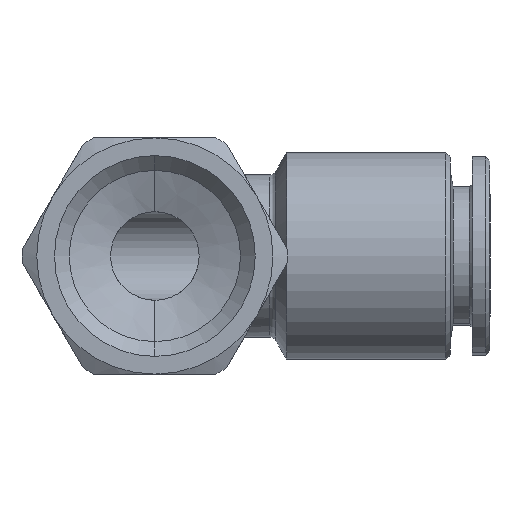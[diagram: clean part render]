
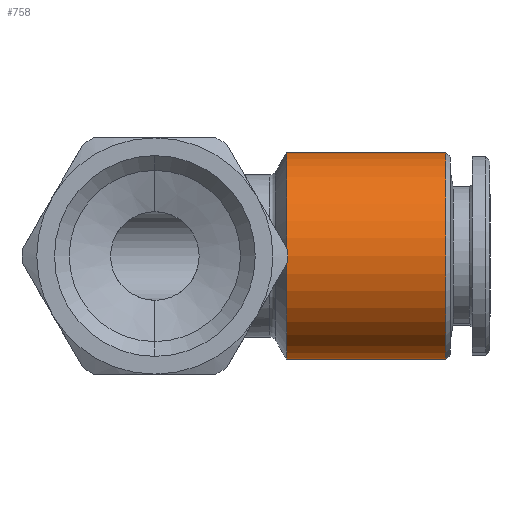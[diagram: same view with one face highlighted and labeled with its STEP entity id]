
A CAD part, front view. The second image highlights one B-rep face of the part: STEP entity #758.
In plain terms, the highlighted cylindrical face has radius 7 mm (diameter 14 mm), a partial arc.
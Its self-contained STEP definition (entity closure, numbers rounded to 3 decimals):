
#315 = VERTEX_POINT ( 'NONE', #2442 ) ;
#337 = VERTEX_POINT ( 'NONE', #2692 ) ;
#424 = VERTEX_POINT ( 'NONE', #2824 ) ;
#460 = VERTEX_POINT ( 'NONE', #917 ) ;
#470 = EDGE_CURVE ( 'NONE', #460, #315, #938, .T. ) ;
#472 = EDGE_CURVE ( 'NONE', #424, #337, #951, .T. ) ;
#754 = ORIENTED_EDGE ( 'NONE', *, *, #757, .T. ) ;
#755 = ORIENTED_EDGE ( 'NONE', *, *, #472, .F. ) ;
#757 = EDGE_CURVE ( 'NONE', #424, #460, #1474, .T. ) ;
#758 = ADVANCED_FACE ( 'NONE', ( #1470 ), #1487, .T. ) ;
#759 = ORIENTED_EDGE ( 'NONE', *, *, #761, .T. ) ;
#760 = EDGE_LOOP ( 'NONE', ( #755, #754, #764, #759 ) ) ;
#761 = EDGE_CURVE ( 'NONE', #315, #337, #1471, .T. ) ;
#764 = ORIENTED_EDGE ( 'NONE', *, *, #470, .T. ) ;
#917 = CARTESIAN_POINT ( 'NONE',  ( 19.7, 0., 7. ) ) ;
#933 = CARTESIAN_POINT ( 'NONE',  ( 0., 0., 7. ) ) ;
#938 = LINE ( 'NONE', #933, #940 ) ;
#939 = DIRECTION ( 'NONE',  ( -1., 0., 0. ) ) ;
#940 = VECTOR ( 'NONE', #939, 1000. ) ;
#943 = DIRECTION ( 'NONE',  ( -1., 0., 0. ) ) ;
#944 = VECTOR ( 'NONE', #943, 1000. ) ;
#947 = CARTESIAN_POINT ( 'NONE',  ( 0., 0., -7. ) ) ;
#951 = LINE ( 'NONE', #947, #944 ) ;
#1448 = AXIS2_PLACEMENT_3D ( 'NONE', #1477, #1476, #1473 ) ;
#1449 = DIRECTION ( 'NONE',  ( 0., 0., 1. ) ) ;
#1450 = DIRECTION ( 'NONE',  ( -1., 0., 0. ) ) ;
#1451 = DIRECTION ( 'NONE',  ( 0., 0., -1. ) ) ;
#1452 = DIRECTION ( 'NONE',  ( 1., 0., 0. ) ) ;
#1453 = CARTESIAN_POINT ( 'NONE',  ( 8.923, 0., 0. ) ) ;
#1454 = AXIS2_PLACEMENT_3D ( 'NONE', #1453, #1452, #1451 ) ;
#1468 = CARTESIAN_POINT ( 'NONE',  ( 19.7, 0., 0. ) ) ;
#1469 = AXIS2_PLACEMENT_3D ( 'NONE', #1468, #1450, #1449 ) ;
#1470 = FACE_OUTER_BOUND ( 'NONE', #760, .T. ) ;
#1471 = CIRCLE ( 'NONE', #1454, 7. ) ;
#1473 = DIRECTION ( 'NONE',  ( 0., 0., 1. ) ) ;
#1474 = CIRCLE ( 'NONE', #1469, 7. ) ;
#1476 = DIRECTION ( 'NONE',  ( -1., 0., 0. ) ) ;
#1477 = CARTESIAN_POINT ( 'NONE',  ( 0., 0., 0. ) ) ;
#1487 = CYLINDRICAL_SURFACE ( 'NONE', #1448, 7. ) ;
#2442 = CARTESIAN_POINT ( 'NONE',  ( 8.923, 0., 7. ) ) ;
#2692 = CARTESIAN_POINT ( 'NONE',  ( 8.923, 0., -7. ) ) ;
#2824 = CARTESIAN_POINT ( 'NONE',  ( 19.7, 0., -7. ) ) ;
